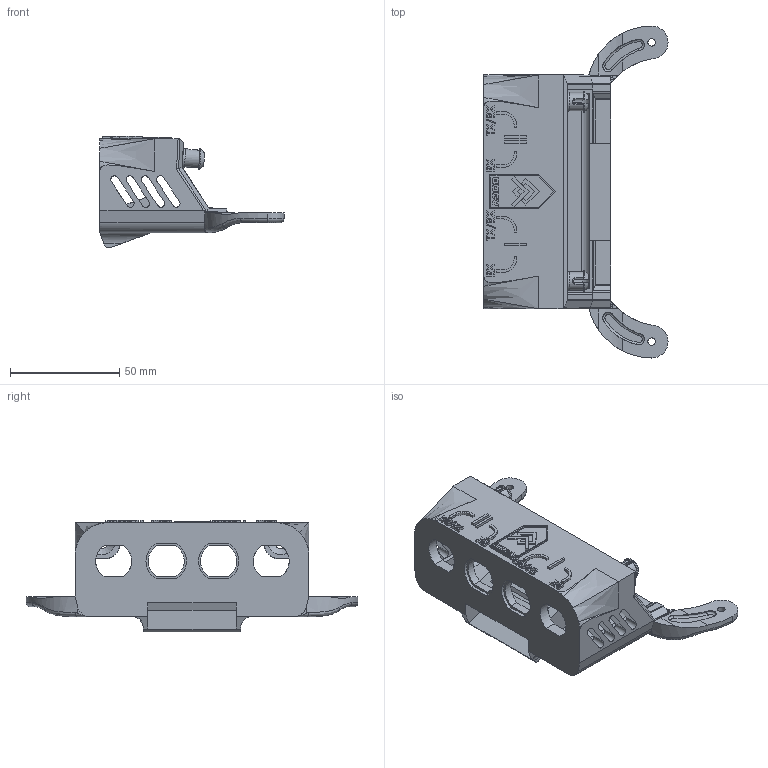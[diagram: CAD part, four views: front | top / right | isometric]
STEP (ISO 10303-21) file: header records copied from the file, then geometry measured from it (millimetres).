
FILE_DESCRIPTION(/* description */ ('STEP AP214'),/* implementation_level */ '2;1');
FILE_NAME(/* name */ 'dji_rm510b_4Ntype_mount_hdmi_RTZR.step',/* time_stamp */ '2025-03-28T11:48:50+02:00',/* author */ (''),/* organization */ (''),/* preprocessor_version */ 'ST-DEVELOPER v20.1',/* originating_system */ 'Autodesk Translation Framework v14.4.0.0',/* authorisation */ '');
FILE_SCHEMA (('AUTOMOTIVE_DESIGN { 1 0 10303 214 3 1 1 }'));
Length unit declared in the file: millimetre
Products named in the file (1): 4Ntype_Mount_air_HDMI_wings_
Bounding box: 84.2 x 151.83 x 51.15 mm (x, y, z)
Volume: 76643.8 mm3; surface area: 41448.6 mm2
Topology: 1 solids, 3 shells, 722 faces, 1943 edges, 1258 vertices
Faces by surface type: plane 431, cylinder 168, bspline 82, torus 28, cone 8, sphere 5
Full cylindrical faces by diameter (mm): 2.2 x3, 3.4 x2, 6 x2, 6.5 x2, 8.5 x2
Entity records: 28997 total; most frequent: CARTESIAN_POINT 11159, ORIENTED_EDGE 3886, DIRECTION 3413, EDGE_CURVE 1943, LINE 1319, VECTOR 1319, VERTEX_POINT 1258, AXIS2_PLACEMENT_3D 1047
